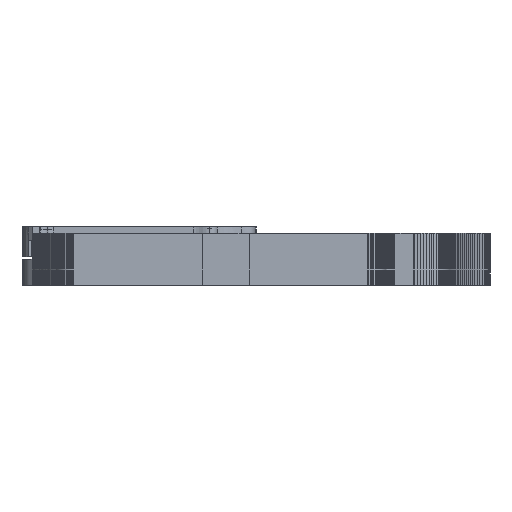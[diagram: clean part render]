
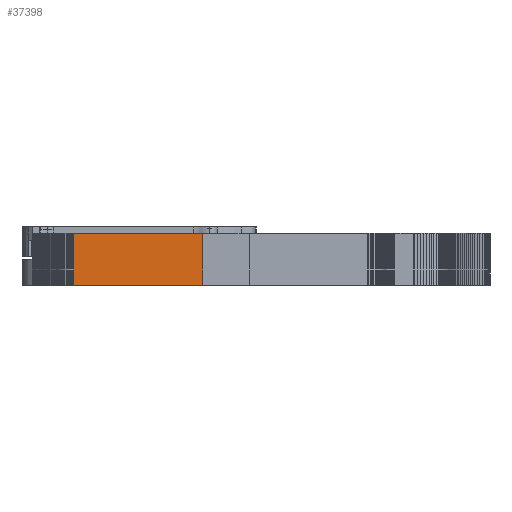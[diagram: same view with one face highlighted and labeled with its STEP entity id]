
A CAD part, left-side view. The second image highlights one B-rep face of the part: STEP entity #37398.
In plain terms, the highlighted planar face has unit normal (-1, 0, 0).
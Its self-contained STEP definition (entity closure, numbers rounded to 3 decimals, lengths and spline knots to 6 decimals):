
#7957=ORIENTED_EDGE('',*,*,#15466,.F.);
#7958=ORIENTED_EDGE('',*,*,#15797,.T.);
#7959=ORIENTED_EDGE('',*,*,#14416,.T.);
#7960=ORIENTED_EDGE('',*,*,#15798,.F.);
#14416=EDGE_CURVE('',#18855,#18854,#23265,.T.);
#15466=EDGE_CURVE('',#19904,#19905,#24303,.T.);
#15797=EDGE_CURVE('',#19904,#18855,#24633,.T.);
#15798=EDGE_CURVE('',#19905,#18854,#24634,.T.);
#18854=VERTEX_POINT('',#57069);
#18855=VERTEX_POINT('',#57071);
#19904=VERTEX_POINT('',#59206);
#19905=VERTEX_POINT('',#59208);
#23265=LINE('',#57070,#28421);
#24303=LINE('',#59207,#29459);
#24633=LINE('',#59871,#29789);
#24634=LINE('',#59872,#29790);
#28421=VECTOR('',#45342,1.);
#29459=VECTOR('',#46404,1.);
#29789=VECTOR('',#46738,1.);
#29790=VECTOR('',#46739,1.);
#31757=EDGE_LOOP('',(#7957,#7958,#7959,#7960));
#33735=FACE_BOUND('',#31757,.T.);
#35549=PLANE('',#39389);
#37398=ADVANCED_FACE('',(#33735),#35549,.F.);
#39389=AXIS2_PLACEMENT_3D('',#59870,#46736,#46737);
#45342=DIRECTION('',(0.,-1.,0.));
#46404=DIRECTION('',(0.,-1.,0.));
#46736=DIRECTION('',(1.,0.,0.));
#46737=DIRECTION('',(0.,1.,0.));
#46738=DIRECTION('',(0.,0.,-1.));
#46739=DIRECTION('',(0.,0.,-1.));
#57069=CARTESIAN_POINT('',(-0.15605,0.014921,0.006745));
#57070=CARTESIAN_POINT('',(-0.156047,0.031678,0.006745));
#57071=CARTESIAN_POINT('',(-0.156045,0.04844,0.006745));
#59206=CARTESIAN_POINT('',(-0.156045,0.04844,0.020172));
#59207=CARTESIAN_POINT('',(-0.156047,0.031678,0.020172));
#59208=CARTESIAN_POINT('',(-0.15605,0.014921,0.020172));
#59870=CARTESIAN_POINT('',(-0.156047,0.031678,0.019174));
#59871=CARTESIAN_POINT('',(-0.156045,0.04844,0.019174));
#59872=CARTESIAN_POINT('',(-0.15605,0.014921,0.019174));
